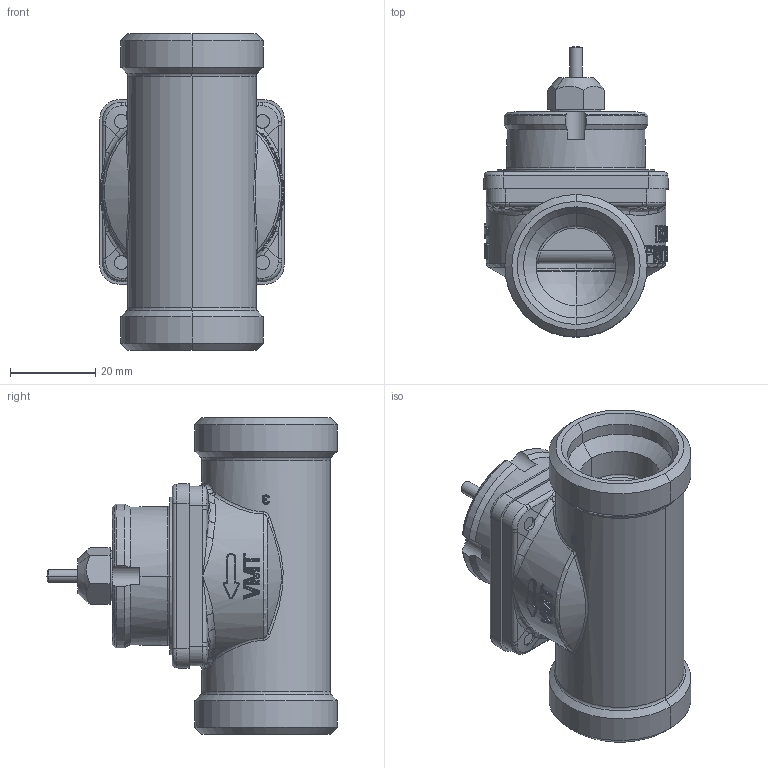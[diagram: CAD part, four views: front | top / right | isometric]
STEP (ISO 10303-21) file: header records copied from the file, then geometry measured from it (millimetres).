
FILE_DESCRIPTION((''),'2;1');
FILE_NAME('065F0119_ASM','2023-08-22T13:28:26',('U337904'),('Danfoss'),'CREO PARAMETRIC BY PTC INC, 2022124','CREO PARAMETRIC BY PTC INC, 2022124','');
FILE_SCHEMA(('CONFIG_CONTROL_DESIGN'));
Length unit declared in the file: millimetre
Products named in the file (10): 89103410; 8910330; D3-STUFFINGBOXHOUSE_AF0; D3-OR_AF0; D3-GREASEBOX_AF0; D3-SPRINGRINGEXTERNAL_AF0; SPINDL_FI3; 065F0201_ASM; HEXSCREW_DIN7991_M04X8; 065F0119_ASM
Assembly tree (12 placements, depth 3):
  065F0119_ASM
    89103410
    8910330
    065F0201_ASM
      D3-STUFFINGBOXHOUSE_AF0
      D3-OR_AF0
      D3-GREASEBOX_AF0
      D3-SPRINGRINGEXTERNAL_AF0
      SPINDL_FI3
    HEXSCREW_DIN7991_M04X8  x4
Bounding box: 43.14 x 67.95 x 74 mm (x, y, z)
Volume: 47314.4 mm3; surface area: 27402.7 mm2
Topology: 11 solids, 11 shells, 1772 faces, 4688 edges, 2967 vertices
Faces by surface type: bspline 662, plane 514, cylinder 315, torus 168, cone 104, sphere 9
Entity records: 83006 total; most frequent: CARTESIAN_POINT 47913, ORIENTED_EDGE 9048, DIRECTION 4797, EDGE_CURVE 4524, VERTEX_POINT 2877, B_SPLINE_CURVE_WITH_KNOTS 2697, AXIS2_PLACEMENT_3D 1911, EDGE_LOOP 1753
